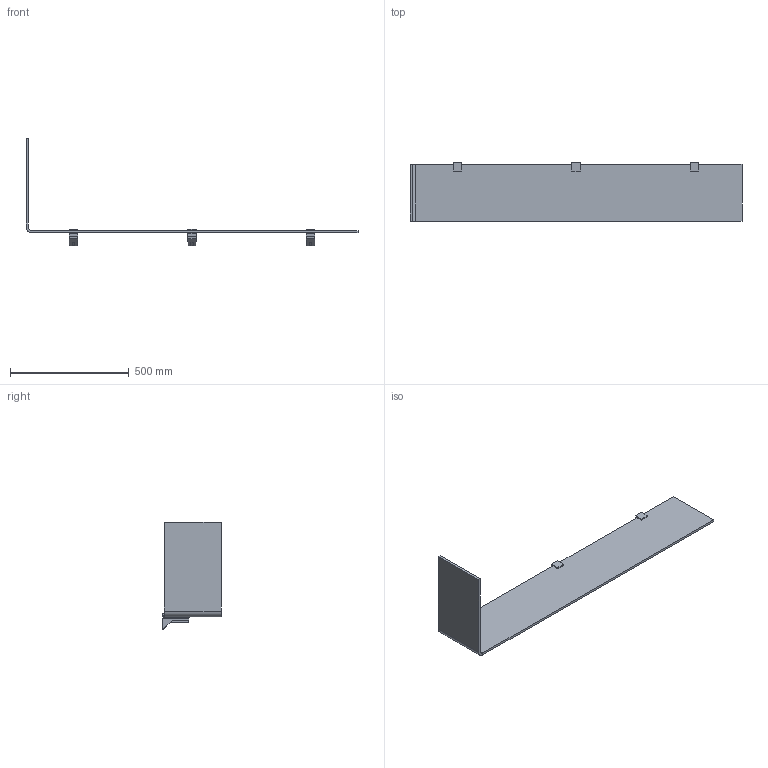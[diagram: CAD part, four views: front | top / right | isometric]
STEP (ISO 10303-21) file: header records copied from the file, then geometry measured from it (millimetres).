
FILE_DESCRIPTION(/* description */ (''),/* implementation_level */ '2;1');
FILE_NAME(/* name */ 'RL140 - Rialto L Mensole 140x40',/* time_stamp */ '2013-07-16T12:19:57+02:00',/* author */ (''),/* organization */ (''),/* preprocessor_version */ 'ST-DEVELOPER v10',/* originating_system */ '',/* authorisation */ '');
FILE_SCHEMA (('CONFIG_CONTROL_DESIGN'));
Length unit declared in the file: millimetre
Products named in the file (1): 1
Bounding box: 1400 x 247 x 454.5 mm (x, y, z)
Volume: 4625723.5 mm3; surface area: 995000.9 mm2
Topology: 16 solids, 16 shells, 205 faces, 501 edges, 337 vertices
Faces by surface type: plane 155, bspline 50
Entity records: 5699 total; most frequent: CARTESIAN_POINT 2103, ORIENTED_EDGE 1002, EDGE_CURVE 501, B_SPLINE_CURVE_WITH_KNOTS 491, VERTEX_POINT 337, EDGE_LOOP 214, ADVANCED_FACE 205, FACE_OUTER_BOUND 205
